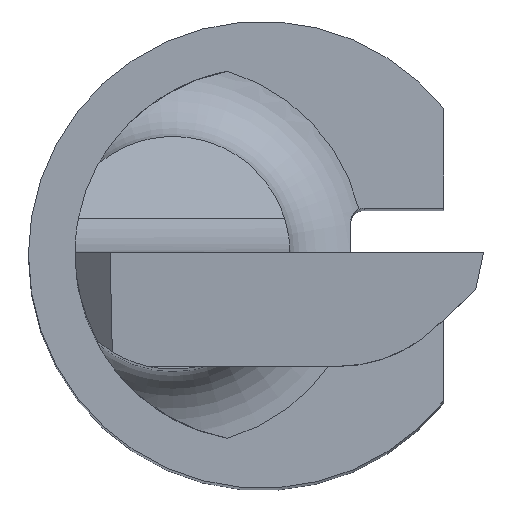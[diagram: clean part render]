
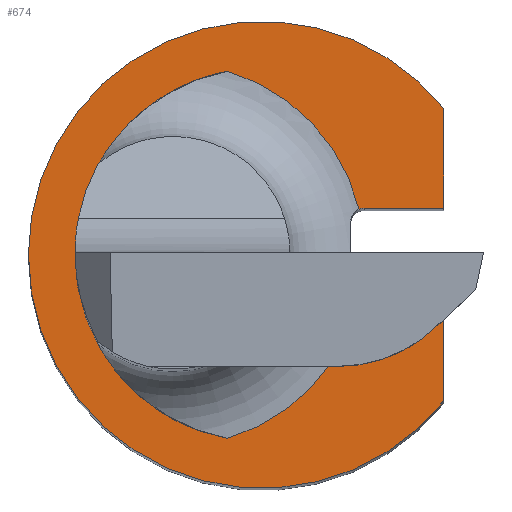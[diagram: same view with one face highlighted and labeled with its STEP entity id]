
A CAD part, top view. The second image highlights one B-rep face of the part: STEP entity #674.
In plain terms, the highlighted planar face has unit normal (0, 0, 1).
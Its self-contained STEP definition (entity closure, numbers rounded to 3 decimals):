
#8 = PLANE ( 'NONE',  #229 ) ;
#22 = CIRCLE ( 'NONE', #555, 2.5 ) ;
#33 = CARTESIAN_POINT ( 'NONE',  ( 1.1, -0.35, 15. ) ) ;
#34 = VECTOR ( 'NONE', #622, 1000. ) ;
#45 = VERTEX_POINT ( 'NONE', #930 ) ;
#55 = EDGE_CURVE ( 'NONE', #686, #547, #579, .T. ) ;
#56 = DIRECTION ( 'NONE',  ( 1., 0., 0. ) ) ;
#59 = CARTESIAN_POINT ( 'NONE',  ( 1.95, 0.5, 15. ) ) ;
#68 = CARTESIAN_POINT ( 'NONE',  ( 1.1, 0.35, 15. ) ) ;
#75 = CARTESIAN_POINT ( 'NONE',  ( -0.95, 0., 15. ) ) ;
#83 = DIRECTION ( 'NONE',  ( 0., 0., 1. ) ) ;
#100 = EDGE_CURVE ( 'NONE', #861, #703, #979, .T. ) ;
#113 = CARTESIAN_POINT ( 'NONE',  ( 1.95, 1.564, 15. ) ) ;
#125 = VERTEX_POINT ( 'NONE', #284 ) ;
#133 = ORIENTED_EDGE ( 'NONE', *, *, #886, .T. ) ;
#140 = ORIENTED_EDGE ( 'NONE', *, *, #55, .T. ) ;
#150 = VECTOR ( 'NONE', #1006, 1000. ) ;
#157 = ORIENTED_EDGE ( 'NONE', *, *, #791, .T. ) ;
#163 = EDGE_CURVE ( 'NONE', #686, #889, #605, .T. ) ;
#164 = CIRCLE ( 'NONE', #1015, 2.5 ) ;
#171 = CARTESIAN_POINT ( 'NONE',  ( 0., 0., 15. ) ) ;
#202 = CARTESIAN_POINT ( 'NONE',  ( 1.041, -0.488, 15. ) ) ;
#212 = VECTOR ( 'NONE', #862, 1000. ) ;
#214 = CIRCLE ( 'NONE', #432, 0.15 ) ;
#229 = AXIS2_PLACEMENT_3D ( 'NONE', #882, #83, #314 ) ;
#239 = CARTESIAN_POINT ( 'NONE',  ( 1.95, 1.564, 15. ) ) ;
#245 = LINE ( 'NONE', #479, #34 ) ;
#252 = LINE ( 'NONE', #490, #526 ) ;
#255 = DIRECTION ( 'NONE',  ( 0., 0., -1. ) ) ;
#260 = DIRECTION ( 'NONE',  ( 0., 0., -1. ) ) ;
#262 = EDGE_CURVE ( 'NONE', #517, #45, #22, .T. ) ;
#284 = CARTESIAN_POINT ( 'NONE',  ( 1.95, -0.5, 15. ) ) ;
#296 = CARTESIAN_POINT ( 'NONE',  ( 0., 0., 15. ) ) ;
#297 = VERTEX_POINT ( 'NONE', #1020 ) ;
#307 = CIRCLE ( 'NONE', #981, 2. ) ;
#309 = DIRECTION ( 'NONE',  ( 0., 0., 1. ) ) ;
#314 = DIRECTION ( 'NONE',  ( 1., 0., 0. ) ) ;
#333 = DIRECTION ( 'NONE',  ( 1., 0., 0. ) ) ;
#342 = ORIENTED_EDGE ( 'NONE', *, *, #798, .F. ) ;
#367 = VERTEX_POINT ( 'NONE', #542 ) ;
#395 = CARTESIAN_POINT ( 'NONE',  ( 1.95, 0.5, 15. ) ) ;
#408 = ORIENTED_EDGE ( 'NONE', *, *, #706, .T. ) ;
#409 = DIRECTION ( 'NONE',  ( 0., 0., 1. ) ) ;
#422 = DIRECTION ( 'NONE',  ( 1., 0., 0. ) ) ;
#427 = VERTEX_POINT ( 'NONE', #725 ) ;
#432 = AXIS2_PLACEMENT_3D ( 'NONE', #68, #980, #422 ) ;
#434 = CARTESIAN_POINT ( 'NONE',  ( 0., 0., 15. ) ) ;
#443 = ORIENTED_EDGE ( 'NONE', *, *, #100, .T. ) ;
#447 = DIRECTION ( 'NONE',  ( 1., 0., 0. ) ) ;
#473 = DIRECTION ( 'NONE',  ( 1., 0., 0. ) ) ;
#479 = CARTESIAN_POINT ( 'NONE',  ( 1.95, -0.5, 15. ) ) ;
#490 = CARTESIAN_POINT ( 'NONE',  ( 1.95, -0.5, 15. ) ) ;
#511 = EDGE_CURVE ( 'NONE', #547, #367, #214, .T. ) ;
#517 = VERTEX_POINT ( 'NONE', #757 ) ;
#526 = VECTOR ( 'NONE', #895, 1000. ) ;
#540 = FACE_OUTER_BOUND ( 'NONE', #950, .T. ) ;
#542 = CARTESIAN_POINT ( 'NONE',  ( 1.1, 0.5, 15. ) ) ;
#547 = VERTEX_POINT ( 'NONE', #768 ) ;
#555 = AXIS2_PLACEMENT_3D ( 'NONE', #296, #763, #447 ) ;
#579 = CIRCLE ( 'NONE', #705, 2.05 ) ;
#583 = DIRECTION ( 'NONE',  ( 0., 0., 1. ) ) ;
#586 = ORIENTED_EDGE ( 'NONE', *, *, #163, .F. ) ;
#602 = LINE ( 'NONE', #59, #150 ) ;
#605 = CIRCLE ( 'NONE', #732, 2. ) ;
#617 = VERTEX_POINT ( 'NONE', #202 ) ;
#622 = DIRECTION ( 'NONE',  ( -1., 0., 0. ) ) ;
#655 = AXIS2_PLACEMENT_3D ( 'NONE', #972, #260, #333 ) ;
#661 = DIRECTION ( 'NONE',  ( 1., 0., 0. ) ) ;
#674 = ADVANCED_FACE ( 'NONE', ( #540 ), #8, .T. ) ;
#686 = VERTEX_POINT ( 'NONE', #1024 ) ;
#703 = VERTEX_POINT ( 'NONE', #239 ) ;
#705 = AXIS2_PLACEMENT_3D ( 'NONE', #75, #964, #806 ) ;
#706 = EDGE_CURVE ( 'NONE', #125, #297, #245, .T. ) ;
#708 = AXIS2_PLACEMENT_3D ( 'NONE', #33, #255, #661 ) ;
#718 = EDGE_CURVE ( 'NONE', #703, #517, #164, .T. ) ;
#720 = CARTESIAN_POINT ( 'NONE',  ( 0., 0., 15. ) ) ;
#725 = CARTESIAN_POINT ( 'NONE',  ( -0.368, -1.966, 15. ) ) ;
#732 = AXIS2_PLACEMENT_3D ( 'NONE', #434, #583, #56 ) ;
#735 = CIRCLE ( 'NONE', #708, 0.15 ) ;
#757 = CARTESIAN_POINT ( 'NONE',  ( -2.5, 0., 15. ) ) ;
#763 = DIRECTION ( 'NONE',  ( 0., 0., 1. ) ) ;
#768 = CARTESIAN_POINT ( 'NONE',  ( 1.041, 0.488, 15. ) ) ;
#791 = EDGE_CURVE ( 'NONE', #45, #125, #252, .T. ) ;
#798 = EDGE_CURVE ( 'NONE', #889, #427, #307, .T. ) ;
#806 = DIRECTION ( 'NONE',  ( 1., 0., 0. ) ) ;
#815 = CARTESIAN_POINT ( 'NONE',  ( -2., 0., 15. ) ) ;
#829 = ORIENTED_EDGE ( 'NONE', *, *, #511, .T. ) ;
#830 = ORIENTED_EDGE ( 'NONE', *, *, #1023, .T. ) ;
#841 = EDGE_CURVE ( 'NONE', #297, #617, #735, .T. ) ;
#861 = VERTEX_POINT ( 'NONE', #395 ) ;
#862 = DIRECTION ( 'NONE',  ( 0., 1., 0. ) ) ;
#882 = CARTESIAN_POINT ( 'NONE',  ( 0., 0., 15. ) ) ;
#884 = ORIENTED_EDGE ( 'NONE', *, *, #718, .T. ) ;
#886 = EDGE_CURVE ( 'NONE', #617, #427, #1018, .T. ) ;
#889 = VERTEX_POINT ( 'NONE', #815 ) ;
#890 = DIRECTION ( 'NONE',  ( 1., 0., 0. ) ) ;
#895 = DIRECTION ( 'NONE',  ( 0., 1., 0. ) ) ;
#930 = CARTESIAN_POINT ( 'NONE',  ( 1.95, -1.564, 15. ) ) ;
#950 = EDGE_LOOP ( 'NONE', ( #586, #140, #829, #830, #443, #884, #1005, #157, #408, #1007, #133, #342 ) ) ;
#964 = DIRECTION ( 'NONE',  ( 0., 0., -1. ) ) ;
#972 = CARTESIAN_POINT ( 'NONE',  ( -0.95, 0., 15. ) ) ;
#979 = LINE ( 'NONE', #113, #212 ) ;
#980 = DIRECTION ( 'NONE',  ( 0., 0., -1. ) ) ;
#981 = AXIS2_PLACEMENT_3D ( 'NONE', #720, #409, #890 ) ;
#1005 = ORIENTED_EDGE ( 'NONE', *, *, #262, .T. ) ;
#1006 = DIRECTION ( 'NONE',  ( 1., 0., 0. ) ) ;
#1007 = ORIENTED_EDGE ( 'NONE', *, *, #841, .T. ) ;
#1015 = AXIS2_PLACEMENT_3D ( 'NONE', #171, #309, #473 ) ;
#1018 = CIRCLE ( 'NONE', #655, 2.05 ) ;
#1020 = CARTESIAN_POINT ( 'NONE',  ( 1.1, -0.5, 15. ) ) ;
#1023 = EDGE_CURVE ( 'NONE', #367, #861, #602, .T. ) ;
#1024 = CARTESIAN_POINT ( 'NONE',  ( -0.368, 1.966, 15. ) ) ;
